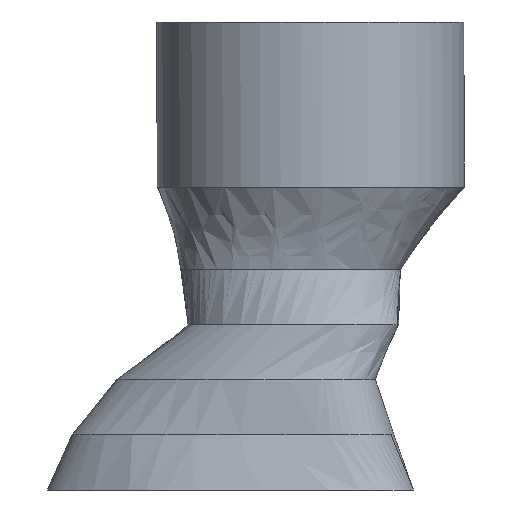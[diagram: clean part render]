
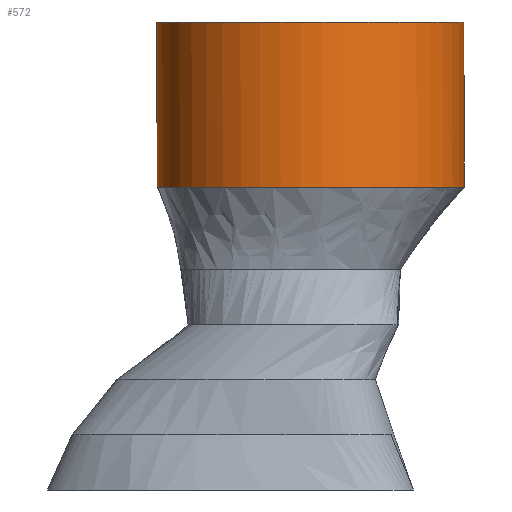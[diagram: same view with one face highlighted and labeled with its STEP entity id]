
A CAD part, left-side view. The second image highlights one B-rep face of the part: STEP entity #572.
In plain terms, the highlighted cylindrical face has radius 27.9 mm (diameter 55.799 mm), a partial arc.
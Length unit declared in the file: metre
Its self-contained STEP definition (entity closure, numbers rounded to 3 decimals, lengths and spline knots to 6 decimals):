
#36=CYLINDRICAL_SURFACE('',#740,0.0279);
#76=ELLIPSE('',#735,0.0279,0.0279);
#77=ELLIPSE('',#738,0.0279,0.0279);
#78=ELLIPSE('',#741,24.593904,0.0279);
#211=ORIENTED_EDGE('',*,*,#277,.T.);
#212=ORIENTED_EDGE('',*,*,#284,.T.);
#213=ORIENTED_EDGE('',*,*,#280,.F.);
#214=ORIENTED_EDGE('',*,*,#285,.T.);
#277=EDGE_CURVE('',#332,#330,#76,.T.);
#280=EDGE_CURVE('',#334,#335,#77,.T.);
#284=EDGE_CURVE('',#330,#335,#78,.F.);
#285=EDGE_CURVE('',#334,#332,#363,.T.);
#330=VERTEX_POINT('',#5654);
#332=VERTEX_POINT('',#5657);
#334=VERTEX_POINT('',#5663);
#335=VERTEX_POINT('',#5664);
#363=B_SPLINE_CURVE_WITH_KNOTS('',3,(#5672,#5673,#5674,#5675),
 .UNSPECIFIED.,.F.,.F.,(4,4),(0.,1.),.UNSPECIFIED.);
#431=EDGE_LOOP('',(#211,#212,#213,#214));
#502=FACE_BOUND('',#431,.T.);
#572=ADVANCED_FACE('',(#502),#36,.T.);
#735=AXIS2_PLACEMENT_3D('',#5656,#856,#857);
#738=AXIS2_PLACEMENT_3D('',#5662,#863,#864);
#740=AXIS2_PLACEMENT_3D('',#5670,#869,#870);
#741=AXIS2_PLACEMENT_3D('',#5671,#871,#872);
#856=DIRECTION('',(0.,0.,1.));
#857=DIRECTION('',(0.227,0.974,0.));
#863=DIRECTION('',(0.,0.,1.));
#864=DIRECTION('',(0.227,0.974,0.));
#869=DIRECTION('',(0.001,0.005,1.));
#870=DIRECTION('',(0.,-1.,0.005));
#871=DIRECTION('',(1.,0.,0.));
#872=DIRECTION('',(0.,0.005,1.));
#5654=CARTESIAN_POINT('',(0.,-0.041831,0.055));
#5656=CARTESIAN_POINT('',(0.,-0.01393,0.055));
#5657=CARTESIAN_POINT('',(0.,0.01397,0.055));
#5662=CARTESIAN_POINT('',(0.000034,-0.013785,0.085));
#5663=CARTESIAN_POINT('',(0.,0.014116,0.085));
#5664=CARTESIAN_POINT('',(0.,-0.041685,0.085));
#5670=CARTESIAN_POINT('',(0.000006,-0.013901,0.061092));
#5671=CARTESIAN_POINT('',(0.,-0.013929,0.055398));
#5672=CARTESIAN_POINT('',(0.,0.014116,0.085));
#5673=CARTESIAN_POINT('',(0.,0.014067,0.075));
#5674=CARTESIAN_POINT('',(0.,0.014018,0.065));
#5675=CARTESIAN_POINT('',(0.,0.01397,0.055));
